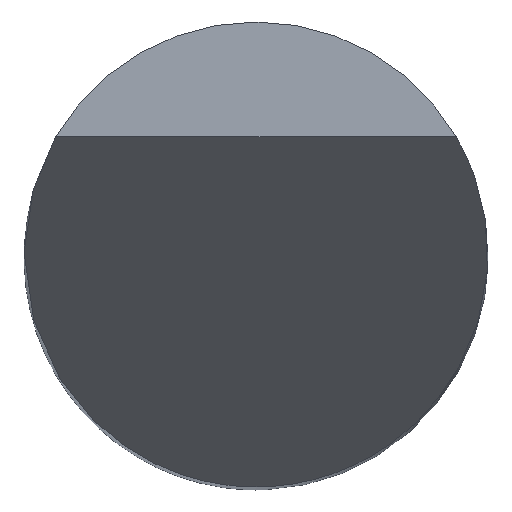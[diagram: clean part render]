
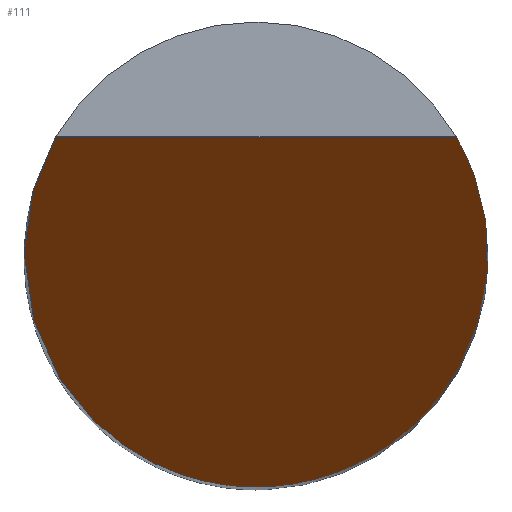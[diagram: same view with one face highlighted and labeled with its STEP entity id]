
A CAD part, top view. The second image highlights one B-rep face of the part: STEP entity #111.
In plain terms, the highlighted planar face has unit normal (0, -0.866, 0.5).
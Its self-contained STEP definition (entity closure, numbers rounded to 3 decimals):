
#44=PLANE('',#496);
#72=LINE('',#814,#91);
#91=VECTOR('',#564,1.);
#111=ADVANCED_FACE('',(#141),#44,.F.);
#141=FACE_OUTER_BOUND('',#167,.T.);
#167=EDGE_LOOP('',(#250,#251,#252));
#186=(
BOUNDED_CURVE()
B_SPLINE_CURVE(3,(#757,#758,#759,#760),.UNSPECIFIED.,.F.,.F.)
B_SPLINE_CURVE_WITH_KNOTS((4,4),(0.,1.),.UNSPECIFIED.)
CURVE()
GEOMETRIC_REPRESENTATION_ITEM()
RATIONAL_B_SPLINE_CURVE((1.,0.665,0.665,1.))
REPRESENTATION_ITEM('')
);
#190=(
BOUNDED_CURVE()
B_SPLINE_CURVE(3,(#809,#810,#811,#812),.UNSPECIFIED.,.F.,.F.)
B_SPLINE_CURVE_WITH_KNOTS((4,4),(0.,1.),.UNSPECIFIED.)
CURVE()
GEOMETRIC_REPRESENTATION_ITEM()
RATIONAL_B_SPLINE_CURVE((1.,0.665,0.665,1.))
REPRESENTATION_ITEM('')
);
#250=ORIENTED_EDGE('',*,*,#382,.T.);
#251=ORIENTED_EDGE('',*,*,#396,.T.);
#252=ORIENTED_EDGE('',*,*,#397,.T.);
#342=VERTEX_POINT('',#756);
#343=VERTEX_POINT('',#761);
#351=VERTEX_POINT('',#808);
#382=EDGE_CURVE('',#343,#342,#186,.T.);
#396=EDGE_CURVE('',#342,#351,#190,.T.);
#397=EDGE_CURVE('',#351,#343,#72,.T.);
#496=AXIS2_PLACEMENT_3D('',#816,#567,#568);
#564=DIRECTION('',(-1.,0.,0.));
#567=DIRECTION('',(0.,0.866,-0.5));
#568=DIRECTION('',(0.,0.5,0.866));
#756=CARTESIAN_POINT('',(0.,-2.,-3.464));
#757=CARTESIAN_POINT('',(-1.726,1.01,1.75));
#758=CARTESIAN_POINT('',(-2.605,-0.491,-0.85));
#759=CARTESIAN_POINT('',(-1.74,-2.,-3.464));
#760=CARTESIAN_POINT('',(0.,-2.,-3.464));
#761=CARTESIAN_POINT('',(-1.726,1.01,1.75));
#808=CARTESIAN_POINT('',(1.726,1.01,1.75));
#809=CARTESIAN_POINT('',(0.,-2.,-3.464));
#810=CARTESIAN_POINT('',(1.74,-2.,-3.464));
#811=CARTESIAN_POINT('',(2.605,-0.491,-0.85));
#812=CARTESIAN_POINT('',(1.726,1.01,1.75));
#814=CARTESIAN_POINT('',(0.,1.01,1.75));
#816=CARTESIAN_POINT('',(2.,-2.,-3.464));
